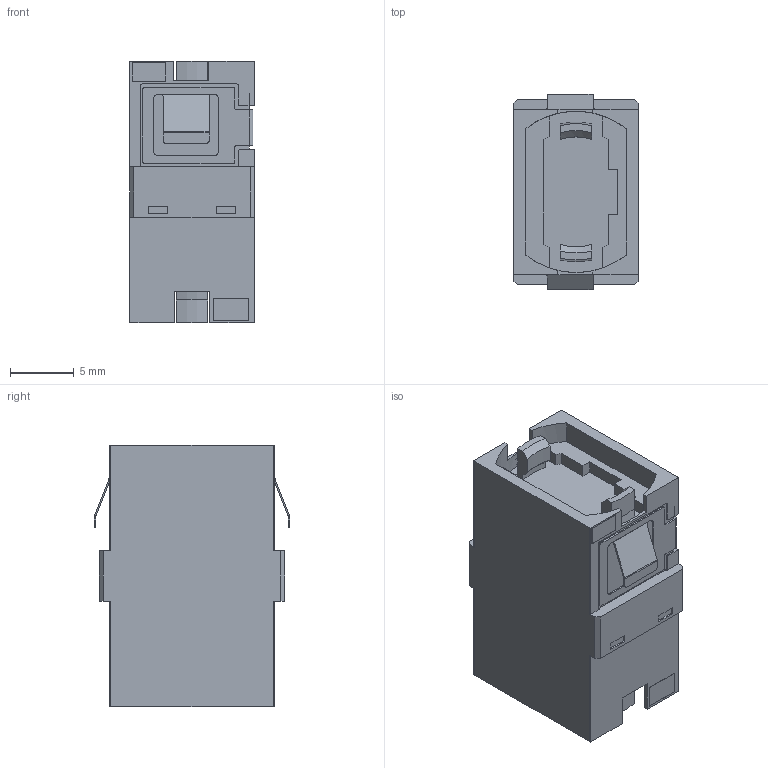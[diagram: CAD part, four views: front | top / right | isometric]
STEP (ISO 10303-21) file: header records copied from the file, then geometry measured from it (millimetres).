
FILE_DESCRIPTION (( 'STEP AP214' ), '1' );
FILE_NAME ('FOA-825-AQU_3D.STEP', '2022-02-09T16:56:13', ( '' ), ( '' ), 'SwSTEP 2.0', 'SolidWorks 2021', '' );
FILE_SCHEMA (( 'AUTOMOTIVE_DESIGN' ));
Length unit declared in the file: inch
Products named in the file (1): FOA-825-AQU_3D
Bounding box: 9.8 x 15.4 x 20.6 mm (x, y, z)
Volume: 2235.7 mm3; surface area: 1593.5 mm2
Topology: 1 solids, 1 shells, 315 faces, 875 edges, 581 vertices
Faces by surface type: plane 223, cylinder 80, cone 12
Entity records: 14035 total; most frequent: CARTESIAN_POINT 1871, ORIENTED_EDGE 1750, DIRECTION 1652, EDGE_CURVE 875, VECTOR 664, LINE 664, VERTEX_POINT 581, AXIS2_PLACEMENT_3D 494
